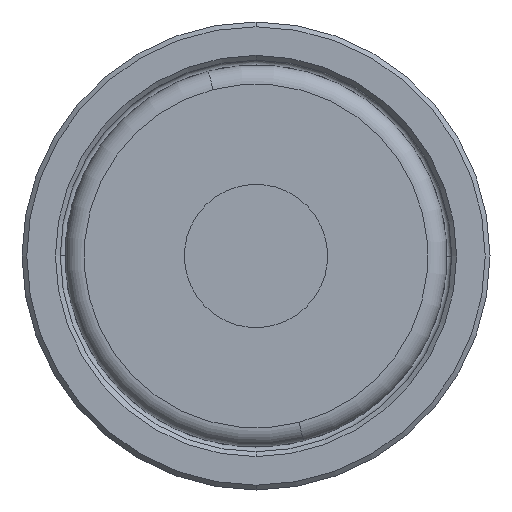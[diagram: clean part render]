
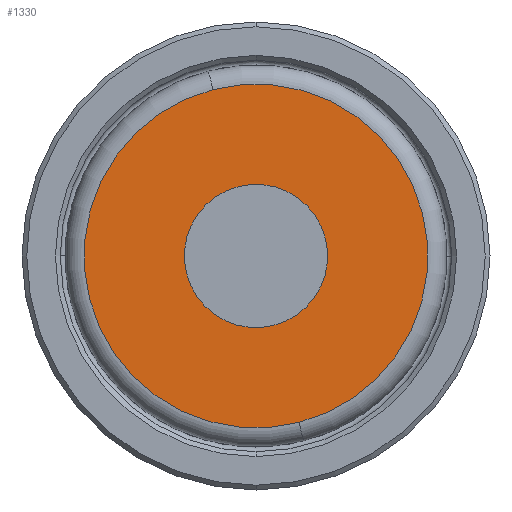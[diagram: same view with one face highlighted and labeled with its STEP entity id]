
A CAD part, front view. The second image highlights one B-rep face of the part: STEP entity #1330.
In plain terms, the highlighted planar face has unit normal (0, -1, 0).
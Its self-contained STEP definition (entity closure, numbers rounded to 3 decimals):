
#37 = CARTESIAN_POINT ( 'NONE',  ( 0., 0., 0. ) ) ;
#120 = FACE_BOUND ( 'NONE', #612, .T. ) ;
#134 = CARTESIAN_POINT ( 'NONE',  ( 0., 0., -7.5 ) ) ;
#149 = AXIS2_PLACEMENT_3D ( 'NONE', #338, #1161, #460 ) ;
#152 = DIRECTION ( 'NONE',  ( 0., 0., -1. ) ) ;
#156 = DIRECTION ( 'NONE',  ( 0., -1., 0. ) ) ;
#202 = ORIENTED_EDGE ( 'NONE', *, *, #1485, .F. ) ;
#277 = CARTESIAN_POINT ( 'NONE',  ( 0., 0., 7.5 ) ) ;
#300 = VERTEX_POINT ( 'NONE', #375 ) ;
#338 = CARTESIAN_POINT ( 'NONE',  ( 0., 0., 0. ) ) ;
#375 = CARTESIAN_POINT ( 'NONE',  ( 0., 0., 18. ) ) ;
#398 = CARTESIAN_POINT ( 'NONE',  ( 0., 0., 0. ) ) ;
#429 = CIRCLE ( 'NONE', #735, 7.5 ) ;
#433 = DIRECTION ( 'NONE',  ( 0., -1., 0. ) ) ;
#460 = DIRECTION ( 'NONE',  ( 0., 0., -1. ) ) ;
#517 = DIRECTION ( 'NONE',  ( 0., 0., -1. ) ) ;
#612 = EDGE_LOOP ( 'NONE', ( #202, #1424 ) ) ;
#613 = AXIS2_PLACEMENT_3D ( 'NONE', #37, #857, #152 ) ;
#625 = CIRCLE ( 'NONE', #149, 18. ) ;
#686 = CIRCLE ( 'NONE', #764, 7.5 ) ;
#726 = VERTEX_POINT ( 'NONE', #134 ) ;
#735 = AXIS2_PLACEMENT_3D ( 'NONE', #1132, #433, #1255 ) ;
#743 = FACE_OUTER_BOUND ( 'NONE', #1335, .T. ) ;
#757 = CARTESIAN_POINT ( 'NONE',  ( 7.5, 0., 0. ) ) ;
#761 = EDGE_CURVE ( 'NONE', #1056, #300, #1242, .T. ) ;
#764 = AXIS2_PLACEMENT_3D ( 'NONE', #398, #1218, #517 ) ;
#857 = DIRECTION ( 'NONE',  ( 0., -1., 0. ) ) ;
#916 = ORIENTED_EDGE ( 'NONE', *, *, #761, .T. ) ;
#919 = CARTESIAN_POINT ( 'NONE',  ( 0., 0., -18. ) ) ;
#988 = DIRECTION ( 'NONE',  ( 0., 0., -1. ) ) ;
#1056 = VERTEX_POINT ( 'NONE', #919 ) ;
#1065 = EDGE_CURVE ( 'NONE', #300, #1056, #625, .T. ) ;
#1098 = PLANE ( 'NONE',  #1317 ) ;
#1132 = CARTESIAN_POINT ( 'NONE',  ( 0., 0., 0. ) ) ;
#1161 = DIRECTION ( 'NONE',  ( 0., -1., 0. ) ) ;
#1218 = DIRECTION ( 'NONE',  ( 0., -1., 0. ) ) ;
#1242 = CIRCLE ( 'NONE', #613, 18. ) ;
#1255 = DIRECTION ( 'NONE',  ( 0., 0., -1. ) ) ;
#1300 = ORIENTED_EDGE ( 'NONE', *, *, #1065, .T. ) ;
#1313 = EDGE_CURVE ( 'NONE', #1399, #726, #686, .T. ) ;
#1317 = AXIS2_PLACEMENT_3D ( 'NONE', #757, #156, #988 ) ;
#1330 = ADVANCED_FACE ( 'NONE', ( #743, #120 ), #1098, .T. ) ;
#1335 = EDGE_LOOP ( 'NONE', ( #916, #1300 ) ) ;
#1399 = VERTEX_POINT ( 'NONE', #277 ) ;
#1424 = ORIENTED_EDGE ( 'NONE', *, *, #1313, .F. ) ;
#1485 = EDGE_CURVE ( 'NONE', #726, #1399, #429, .T. ) ;
